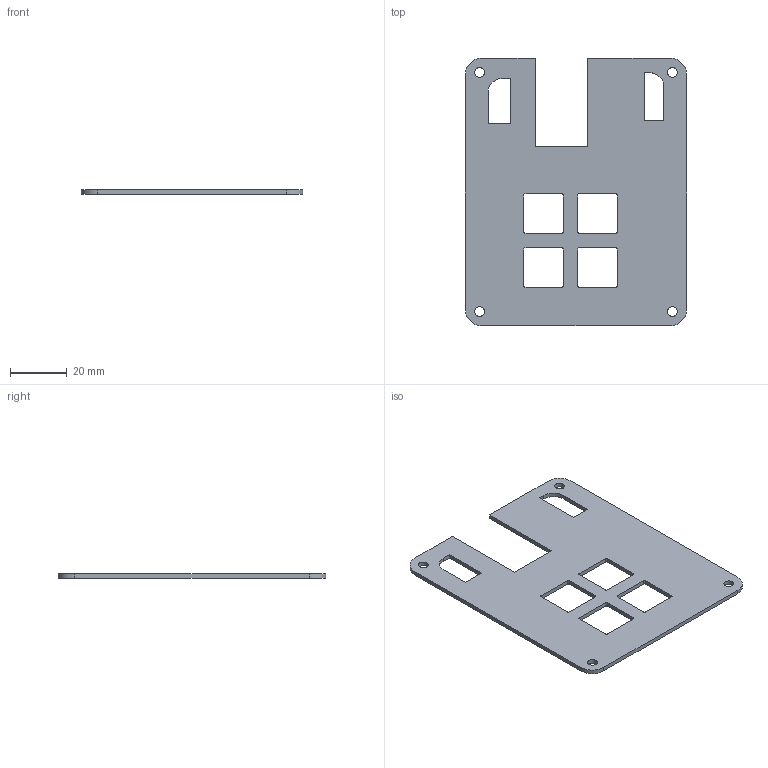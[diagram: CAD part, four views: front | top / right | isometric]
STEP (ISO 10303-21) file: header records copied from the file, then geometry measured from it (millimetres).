
FILE_DESCRIPTION(/* description */ (''),/* implementation_level */ '2;1');
FILE_NAME(/* name */ 'lid.step',/* time_stamp */ '2025-12-05T23:31:37+05:30',/* author */ (''),/* organization */ (''),/* preprocessor_version */ 'ST-DEVELOPER v20.1',/* originating_system */ 'Autodesk Translation Framework v14.21.0.0',/* authorisation */ '');
FILE_SCHEMA (('AUTOMOTIVE_DESIGN { 1 0 10303 214 3 1 1 }'));
Length unit declared in the file: millimetre
Products named in the file (1): 2025-12-04-21-24-05-304
Bounding box: 78 x 94.33 x 1.5 mm (x, y, z)
Volume: 8550.3 mm3; surface area: 12528.1 mm2
Topology: 1 solids, 1 shells, 60 faces, 174 edges, 116 vertices
Faces by surface type: plane 34, cylinder 26
Full cylindrical faces by diameter (mm): 3.4 x4
Entity records: 2063 total; most frequent: CARTESIAN_POINT 351, ORIENTED_EDGE 348, DIRECTION 348, EDGE_CURVE 174, LINE 122, VECTOR 122, VERTEX_POINT 116, AXIS2_PLACEMENT_3D 113
